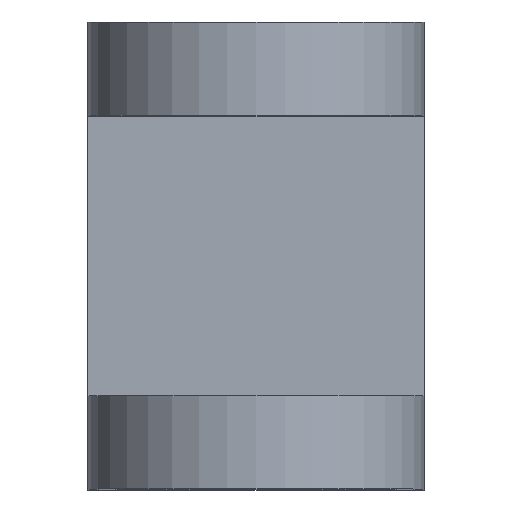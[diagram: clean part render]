
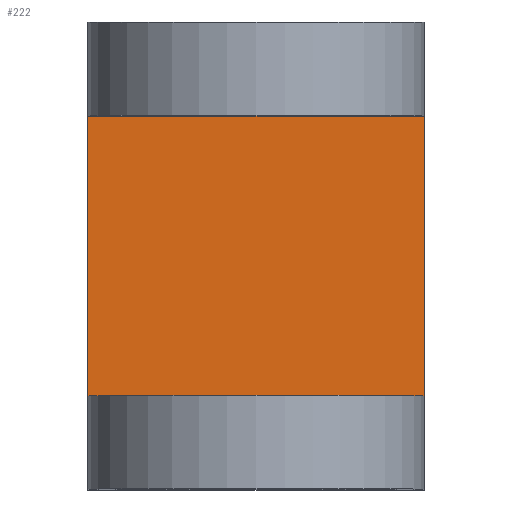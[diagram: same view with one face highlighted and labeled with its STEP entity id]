
A CAD part, top view. The second image highlights one B-rep face of the part: STEP entity #222.
In plain terms, the highlighted planar face has unit normal (0, 0, 1).
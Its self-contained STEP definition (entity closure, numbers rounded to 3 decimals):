
#32=FACE_OUTER_BOUND('',#44,.T.);
#44=EDGE_LOOP('',(#157,#158,#159,#160));
#63=LINE('',#344,#85);
#64=LINE('',#346,#86);
#65=LINE('',#348,#87);
#66=LINE('',#349,#88);
#85=VECTOR('',#277,10.);
#86=VECTOR('',#278,10.);
#87=VECTOR('',#279,10.);
#88=VECTOR('',#280,10.);
#107=VERTEX_POINT('',#342);
#108=VERTEX_POINT('',#343);
#109=VERTEX_POINT('',#345);
#110=VERTEX_POINT('',#347);
#127=EDGE_CURVE('',#107,#108,#63,.T.);
#128=EDGE_CURVE('',#107,#109,#64,.T.);
#129=EDGE_CURVE('',#110,#109,#65,.T.);
#130=EDGE_CURVE('',#110,#108,#66,.T.);
#157=ORIENTED_EDGE('',*,*,#127,.F.);
#158=ORIENTED_EDGE('',*,*,#128,.T.);
#159=ORIENTED_EDGE('',*,*,#129,.F.);
#160=ORIENTED_EDGE('',*,*,#130,.T.);
#214=PLANE('',#248);
#222=ADVANCED_FACE('',(#32),#214,.F.);
#248=AXIS2_PLACEMENT_3D('',#341,#275,#276);
#275=DIRECTION('center_axis',(0.,0.,-1.));
#276=DIRECTION('ref_axis',(1.,0.,0.));
#277=DIRECTION('',(-1.,0.,0.));
#278=DIRECTION('',(0.,1.,0.));
#279=DIRECTION('',(1.,0.,0.));
#280=DIRECTION('',(0.,-1.,0.));
#341=CARTESIAN_POINT('Origin',(0.,25.,-50.));
#342=CARTESIAN_POINT('',(18.,10.,-50.));
#343=CARTESIAN_POINT('',(-18.,10.,-50.));
#344=CARTESIAN_POINT('',(-18.,10.,-50.));
#345=CARTESIAN_POINT('',(18.,40.,-50.));
#346=CARTESIAN_POINT('',(18.,0.,-50.));
#347=CARTESIAN_POINT('',(-18.,40.,-50.));
#348=CARTESIAN_POINT('',(-18.,40.,-50.));
#349=CARTESIAN_POINT('',(-18.,50.,-50.));
